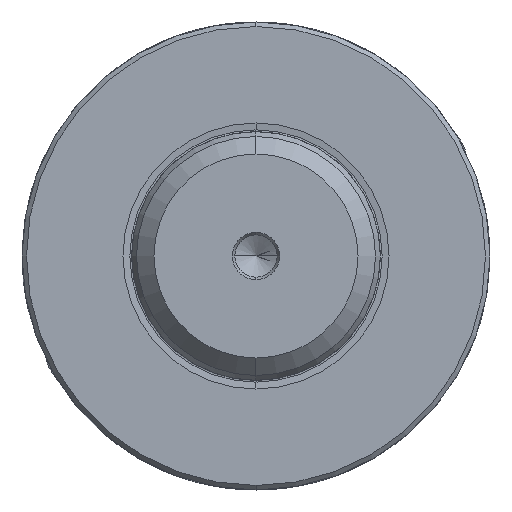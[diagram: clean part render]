
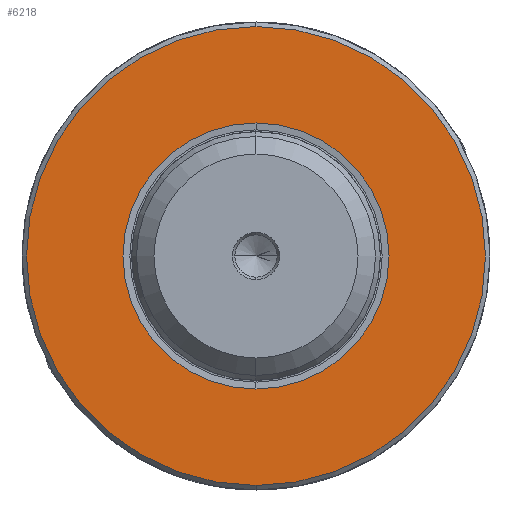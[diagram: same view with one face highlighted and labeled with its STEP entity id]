
A CAD part, left-side view. The second image highlights one B-rep face of the part: STEP entity #6218.
In plain terms, the highlighted planar face has unit normal (-1, 0, 0).
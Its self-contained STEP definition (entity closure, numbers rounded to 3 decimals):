
#92 = FACE_BOUND ( 'NONE', #761, .T. ) ;
#129 = AXIS2_PLACEMENT_3D ( 'NONE', #6367, #6303, #6269 ) ;
#170 = PLANE ( 'NONE',  #9274 ) ;
#761 = EDGE_LOOP ( 'NONE', ( #1792, #5620 ) ) ;
#882 = CARTESIAN_POINT ( 'NONE',  ( 0., 0., 0. ) ) ;
#916 = DIRECTION ( 'NONE',  ( 1., 0., 0. ) ) ;
#943 = DIRECTION ( 'NONE',  ( 0., 0., -1. ) ) ;
#1395 = AXIS2_PLACEMENT_3D ( 'NONE', #2945, #7992, #3656 ) ;
#1492 = EDGE_CURVE ( 'NONE', #3751, #2651, #2242, .T. ) ;
#1532 = CARTESIAN_POINT ( 'NONE',  ( 0., 0., -26.715 ) ) ;
#1649 = CIRCLE ( 'NONE', #129, 46.1 ) ;
#1670 = DIRECTION ( 'NONE',  ( 0., 0., 1. ) ) ;
#1791 = EDGE_CURVE ( 'NONE', #4099, #6539, #1649, .T. ) ;
#1792 = ORIENTED_EDGE ( 'NONE', *, *, #6133, .T. ) ;
#2242 = CIRCLE ( 'NONE', #3014, 26.715 ) ;
#2522 = EDGE_CURVE ( 'NONE', #6539, #4099, #3691, .T. ) ;
#2651 = VERTEX_POINT ( 'NONE', #2894 ) ;
#2894 = CARTESIAN_POINT ( 'NONE',  ( 0., 0., 26.715 ) ) ;
#2945 = CARTESIAN_POINT ( 'NONE',  ( 0., 0., 0. ) ) ;
#3014 = AXIS2_PLACEMENT_3D ( 'NONE', #3171, #5290, #3141 ) ;
#3141 = DIRECTION ( 'NONE',  ( 0., 0., -1. ) ) ;
#3171 = CARTESIAN_POINT ( 'NONE',  ( 0., 0., 0. ) ) ;
#3240 = CIRCLE ( 'NONE', #1395, 26.715 ) ;
#3656 = DIRECTION ( 'NONE',  ( 0., 0., -1. ) ) ;
#3691 = CIRCLE ( 'NONE', #4322, 46.1 ) ;
#3751 = VERTEX_POINT ( 'NONE', #1532 ) ;
#4099 = VERTEX_POINT ( 'NONE', #4786 ) ;
#4174 = ORIENTED_EDGE ( 'NONE', *, *, #2522, .F. ) ;
#4322 = AXIS2_PLACEMENT_3D ( 'NONE', #882, #916, #943 ) ;
#4786 = CARTESIAN_POINT ( 'NONE',  ( 0., 0., -46.1 ) ) ;
#5286 = CARTESIAN_POINT ( 'NONE',  ( 0., 0., -26.715 ) ) ;
#5290 = DIRECTION ( 'NONE',  ( 1., 0., 0. ) ) ;
#5620 = ORIENTED_EDGE ( 'NONE', *, *, #1492, .T. ) ;
#5841 = ORIENTED_EDGE ( 'NONE', *, *, #1791, .F. ) ;
#5985 = DIRECTION ( 'NONE',  ( -1., 0., 0. ) ) ;
#6133 = EDGE_CURVE ( 'NONE', #2651, #3751, #3240, .T. ) ;
#6218 = ADVANCED_FACE ( 'NONE', ( #92, #8090 ), #170, .T. ) ;
#6269 = DIRECTION ( 'NONE',  ( 0., 0., -1. ) ) ;
#6303 = DIRECTION ( 'NONE',  ( 1., 0., 0. ) ) ;
#6367 = CARTESIAN_POINT ( 'NONE',  ( 0., 0., 0. ) ) ;
#6539 = VERTEX_POINT ( 'NONE', #8713 ) ;
#6977 = EDGE_LOOP ( 'NONE', ( #5841, #4174 ) ) ;
#7992 = DIRECTION ( 'NONE',  ( 1., 0., 0. ) ) ;
#8090 = FACE_OUTER_BOUND ( 'NONE', #6977, .T. ) ;
#8713 = CARTESIAN_POINT ( 'NONE',  ( 0., 0., 46.1 ) ) ;
#9274 = AXIS2_PLACEMENT_3D ( 'NONE', #5286, #5985, #1670 ) ;
